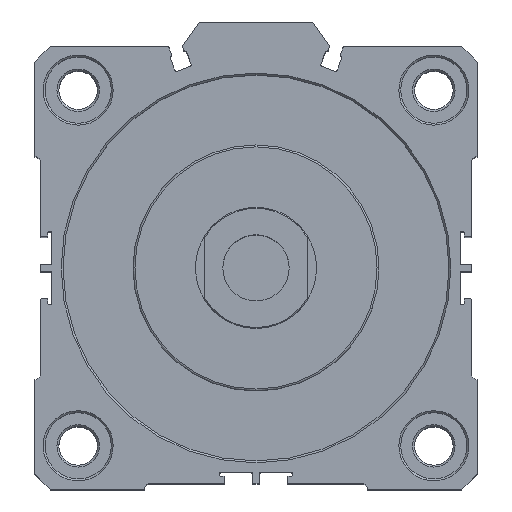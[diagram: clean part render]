
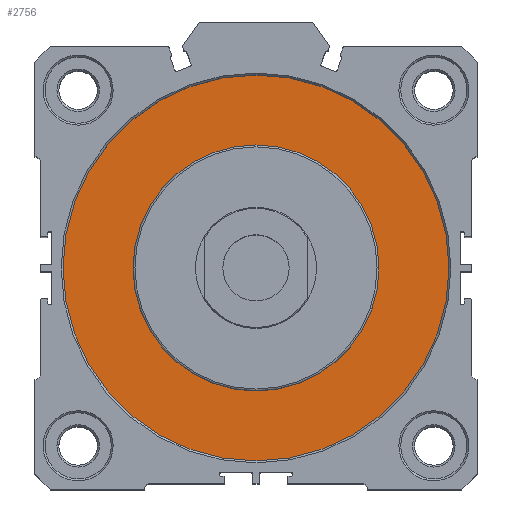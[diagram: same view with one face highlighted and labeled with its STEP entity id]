
A CAD part, top view. The second image highlights one B-rep face of the part: STEP entity #2756.
In plain terms, the highlighted planar face has unit normal (0, 0, 1).
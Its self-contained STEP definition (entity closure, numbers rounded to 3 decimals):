
#308 = EDGE_CURVE ( 'NONE', #7516, #3431, #482, .T. ) ;
#482 = CIRCLE ( 'NONE', #5493, 51. ) ;
#606 = DIRECTION ( 'NONE',  ( 1., 0., 0. ) ) ;
#800 = CARTESIAN_POINT ( 'NONE',  ( 0., 0., 43.5 ) ) ;
#1164 = EDGE_CURVE ( 'NONE', #3431, #7516, #2950, .T. ) ;
#1181 = ORIENTED_EDGE ( 'NONE', *, *, #4925, .F. ) ;
#1423 = DIRECTION ( 'NONE',  ( 1., 0., 0. ) ) ;
#1431 = AXIS2_PLACEMENT_3D ( 'NONE', #8189, #4382, #606 ) ;
#1515 = CARTESIAN_POINT ( 'NONE',  ( 0., 0., 43.5 ) ) ;
#1627 = AXIS2_PLACEMENT_3D ( 'NONE', #2339, #6769, #2984 ) ;
#1774 = CARTESIAN_POINT ( 'NONE',  ( -32.5, 0., 43.5 ) ) ;
#2339 = CARTESIAN_POINT ( 'NONE',  ( 0., 0., 43.5 ) ) ;
#2568 = CIRCLE ( 'NONE', #3516, 32.5 ) ;
#2756 = ADVANCED_FACE ( 'NONE', ( #5152, #6668 ), #6590, .T. ) ;
#2950 = CIRCLE ( 'NONE', #1431, 51. ) ;
#2984 = DIRECTION ( 'NONE',  ( 1., 0., 0. ) ) ;
#3109 = CARTESIAN_POINT ( 'NONE',  ( 32.5, 0., 43.5 ) ) ;
#3431 = VERTEX_POINT ( 'NONE', #3697 ) ;
#3437 = VERTEX_POINT ( 'NONE', #3109 ) ;
#3474 = DIRECTION ( 'NONE',  ( 0., 0., 1. ) ) ;
#3516 = AXIS2_PLACEMENT_3D ( 'NONE', #800, #5218, #1423 ) ;
#3697 = CARTESIAN_POINT ( 'NONE',  ( -51., 0., 43.5 ) ) ;
#3958 = EDGE_CURVE ( 'NONE', #3437, #4822, #2568, .T. ) ;
#4382 = DIRECTION ( 'NONE',  ( 0., 0., 1. ) ) ;
#4430 = EDGE_LOOP ( 'NONE', ( #6021, #5650 ) ) ;
#4822 = VERTEX_POINT ( 'NONE', #1774 ) ;
#4925 = EDGE_CURVE ( 'NONE', #4822, #3437, #5883, .T. ) ;
#5152 = FACE_BOUND ( 'NONE', #5677, .T. ) ;
#5218 = DIRECTION ( 'NONE',  ( 0., 0., 1. ) ) ;
#5493 = AXIS2_PLACEMENT_3D ( 'NONE', #7291, #3474, #7936 ) ;
#5650 = ORIENTED_EDGE ( 'NONE', *, *, #1164, .T. ) ;
#5677 = EDGE_LOOP ( 'NONE', ( #1181, #8069 ) ) ;
#5883 = CIRCLE ( 'NONE', #1627, 32.5 ) ;
#6021 = ORIENTED_EDGE ( 'NONE', *, *, #308, .T. ) ;
#6590 = PLANE ( 'NONE',  #6881 ) ;
#6668 = FACE_OUTER_BOUND ( 'NONE', #4430, .T. ) ;
#6769 = DIRECTION ( 'NONE',  ( 0., 0., 1. ) ) ;
#6881 = AXIS2_PLACEMENT_3D ( 'NONE', #1515, #7838, #7230 ) ;
#7230 = DIRECTION ( 'NONE',  ( 1., 0., 0. ) ) ;
#7291 = CARTESIAN_POINT ( 'NONE',  ( 0., 0., 43.5 ) ) ;
#7516 = VERTEX_POINT ( 'NONE', #7848 ) ;
#7838 = DIRECTION ( 'NONE',  ( 0., 0., 1. ) ) ;
#7848 = CARTESIAN_POINT ( 'NONE',  ( 51., 0., 43.5 ) ) ;
#7936 = DIRECTION ( 'NONE',  ( 1., 0., 0. ) ) ;
#8069 = ORIENTED_EDGE ( 'NONE', *, *, #3958, .F. ) ;
#8189 = CARTESIAN_POINT ( 'NONE',  ( 0., 0., 43.5 ) ) ;
